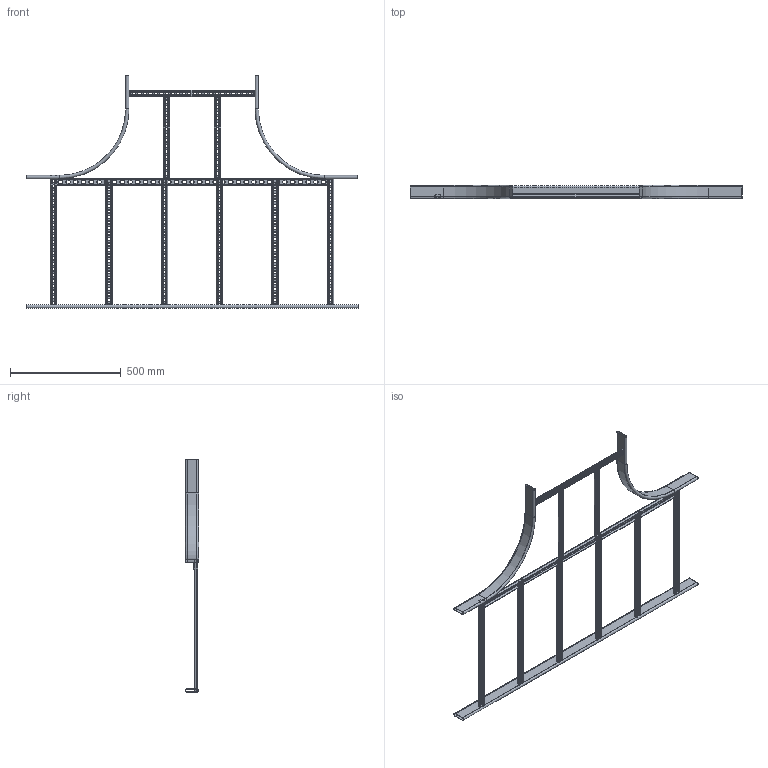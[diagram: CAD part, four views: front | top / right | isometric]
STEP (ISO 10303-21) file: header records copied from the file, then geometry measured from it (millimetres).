
FILE_DESCRIPTION (( 'STEP AP203' ), '1' );
FILE_NAME ('10-02-1336.STEP', '2013-05-02T10:10:42', ( 'asennus' ), ( '' ), 'SwSTEP 2.0', 'SolidWorks 2013', '' );
FILE_SCHEMA (( 'CONFIG_CONTROL_DESIGN' ));
Products named in the file (1): 10-02-1336
Bounding box: 1500 x 60 x 1050 mm (x, y, z)
Volume: 829829.8 mm3; surface area: 1558275.7 mm2
Topology: 13 solids, 13 shells, 1540 faces, 4030 edges, 2516 vertices
Faces by surface type: plane 900, cylinder 620, bspline 12, torus 8
Entity records: 48135 total; most frequent: CARTESIAN_POINT 8579, DIRECTION 8260, ORIENTED_EDGE 8060, EDGE_CURVE 4030, VECTOR 2762, LINE 2762, AXIS2_PLACEMENT_3D 2749, VERTEX_POINT 2516
